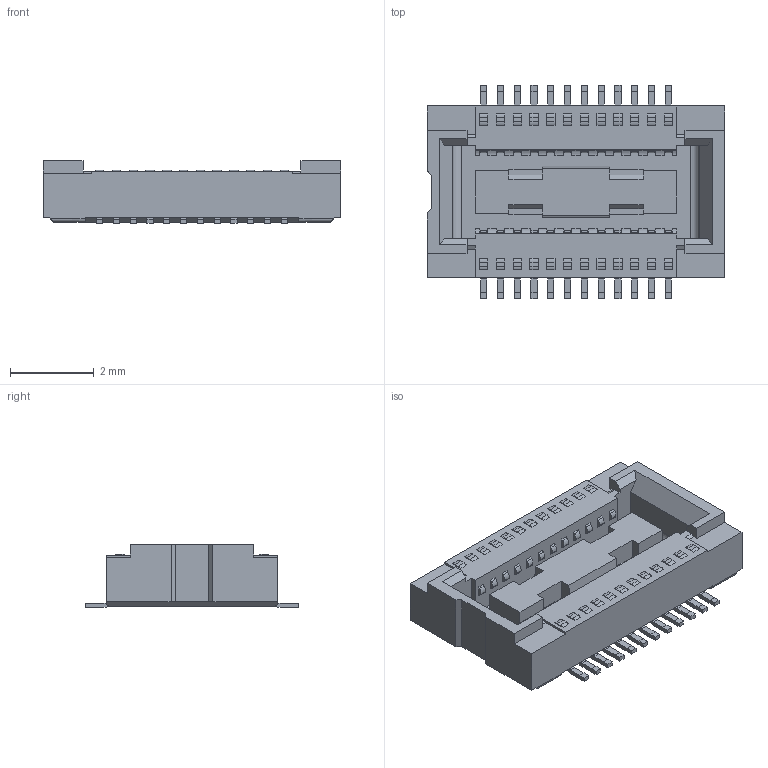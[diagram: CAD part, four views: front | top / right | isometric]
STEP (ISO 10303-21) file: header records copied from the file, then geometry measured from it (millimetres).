
FILE_DESCRIPTION (( 'STEP AP214' ), '1' );
FILE_NAME ('axk724147.stp', '2007-09-05T02:54:24', ( '' ), ( 'PanasonicCorporation' ), '', '', '' );
FILE_SCHEMA (( 'AUTOMOTIVE_DESIGN' ));
Length unit declared in the file: millimetre
Products named in the file (1): AXK724147
Bounding box: 7.1 x 5.1 x 1.5 mm (x, y, z)
Volume: 27.5 mm3; surface area: 123.1 mm2
Topology: 1 solids, 1 shells, 711 faces, 1904 edges, 1268 vertices
Faces by surface type: plane 511, cylinder 200
Entity records: 22077 total; most frequent: CARTESIAN_POINT 4040, ORIENTED_EDGE 3808, DIRECTION 3624, EDGE_CURVE 1904, LINE 1504, VECTOR 1504, VERTEX_POINT 1268, AXIS2_PLACEMENT_3D 1060
